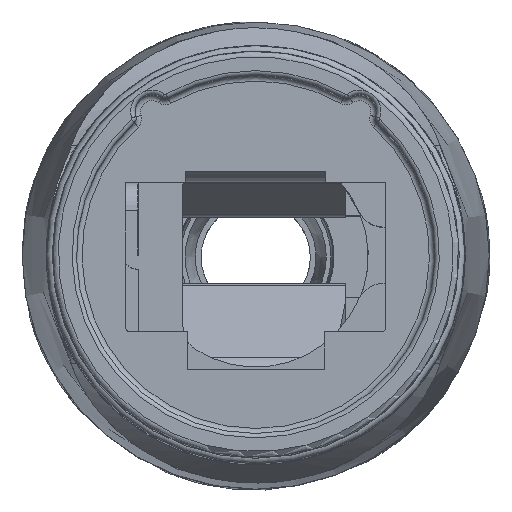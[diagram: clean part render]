
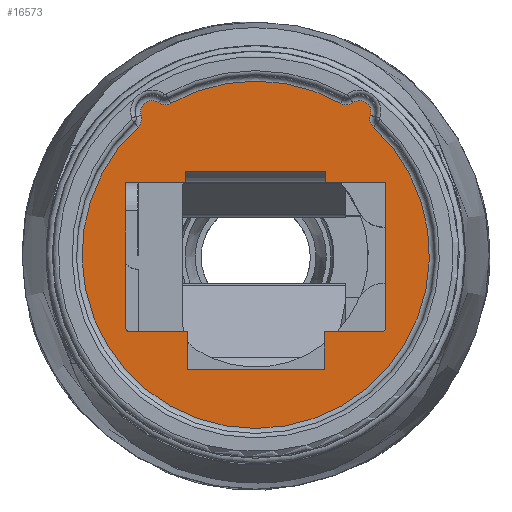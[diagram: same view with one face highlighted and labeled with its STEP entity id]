
A CAD part, top view. The second image highlights one B-rep face of the part: STEP entity #16573.
In plain terms, the highlighted planar face has unit normal (0, 0, 1).
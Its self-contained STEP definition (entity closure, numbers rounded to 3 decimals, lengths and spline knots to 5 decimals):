
#1932=LINE('',#47899,#2862);
#2175=LINE('',#75507,#3105);
#2176=LINE('',#75509,#3106);
#2177=LINE('',#75511,#3107);
#2178=LINE('',#75513,#3108);
#2179=LINE('',#75515,#3109);
#2180=LINE('',#75517,#3110);
#2181=LINE('',#75521,#3111);
#2182=LINE('',#75523,#3112);
#2183=LINE('',#75525,#3113);
#2184=LINE('',#75527,#3114);
#2185=LINE('',#75529,#3115);
#2862=VECTOR('',#20154,0.3937);
#3105=VECTOR('',#20893,0.3937);
#3106=VECTOR('',#20894,0.3937);
#3107=VECTOR('',#20895,0.3937);
#3108=VECTOR('',#20896,0.3937);
#3109=VECTOR('',#20897,0.3937);
#3110=VECTOR('',#20898,0.3937);
#3111=VECTOR('',#20901,0.3937);
#3112=VECTOR('',#20902,0.3937);
#3113=VECTOR('',#20903,0.3937);
#3114=VECTOR('',#20904,0.3937);
#3115=VECTOR('',#20905,0.3937);
#3398=FACE_BOUND('',#5146,.T.);
#4154=FACE_OUTER_BOUND('',#5145,.T.);
#5145=EDGE_LOOP('',(#13751,#13752,#13753,#13754,#13755,#13756,#13757,#13758));
#5146=EDGE_LOOP('',(#13759,#13760,#13761,#13762,#13763,#13764,#13765,#13766,
#13767,#13768,#13769,#13770,#13771,#13772));
#5878=CIRCLE('',#17777,0.01984);
#5880=CIRCLE('',#17780,0.02033);
#5883=CIRCLE('',#17784,0.01984);
#5886=CIRCLE('',#17788,0.31016);
#5889=CIRCLE('',#17792,0.01984);
#5892=CIRCLE('',#17796,0.02033);
#5895=CIRCLE('',#17800,0.01984);
#5897=CIRCLE('',#17803,0.31016);
#5903=CIRCLE('',#17814,0.00787);
#5904=CIRCLE('',#17815,0.00787);
#6871=VERTEX_POINT('',#47896);
#6872=VERTEX_POINT('',#47898);
#7251=VERTEX_POINT('',#75440);
#7254=VERTEX_POINT('',#75445);
#7256=VERTEX_POINT('',#75450);
#7258=VERTEX_POINT('',#75456);
#7260=VERTEX_POINT('',#75462);
#7262=VERTEX_POINT('',#75468);
#7264=VERTEX_POINT('',#75474);
#7266=VERTEX_POINT('',#75480);
#7272=VERTEX_POINT('',#75506);
#7273=VERTEX_POINT('',#75508);
#7274=VERTEX_POINT('',#75510);
#7275=VERTEX_POINT('',#75512);
#7276=VERTEX_POINT('',#75514);
#7277=VERTEX_POINT('',#75516);
#7278=VERTEX_POINT('',#75518);
#7279=VERTEX_POINT('',#75520);
#7280=VERTEX_POINT('',#75522);
#7281=VERTEX_POINT('',#75524);
#7282=VERTEX_POINT('',#75526);
#7283=VERTEX_POINT('',#75528);
#8899=EDGE_CURVE('',#6871,#6872,#1932,.T.);
#9467=EDGE_CURVE('',#7254,#7251,#5878,.T.);
#9469=EDGE_CURVE('',#7256,#7254,#5880,.T.);
#9472=EDGE_CURVE('',#7258,#7256,#5883,.T.);
#9475=EDGE_CURVE('',#7260,#7258,#5886,.T.);
#9478=EDGE_CURVE('',#7262,#7260,#5889,.T.);
#9481=EDGE_CURVE('',#7264,#7262,#5892,.T.);
#9484=EDGE_CURVE('',#7266,#7264,#5895,.T.);
#9486=EDGE_CURVE('',#7251,#7266,#5897,.T.);
#9497=EDGE_CURVE('',#7272,#6871,#2175,.T.);
#9498=EDGE_CURVE('',#7273,#7272,#2176,.T.);
#9499=EDGE_CURVE('',#7274,#7273,#2177,.T.);
#9500=EDGE_CURVE('',#7275,#7274,#2178,.T.);
#9501=EDGE_CURVE('',#7276,#7275,#2179,.T.);
#9502=EDGE_CURVE('',#7277,#7276,#2180,.T.);
#9503=EDGE_CURVE('',#7278,#7277,#5903,.T.);
#9504=EDGE_CURVE('',#7279,#7278,#2181,.T.);
#9505=EDGE_CURVE('',#7280,#7279,#2182,.T.);
#9506=EDGE_CURVE('',#7281,#7280,#2183,.T.);
#9507=EDGE_CURVE('',#7282,#7281,#2184,.T.);
#9508=EDGE_CURVE('',#7283,#7282,#2185,.T.);
#9509=EDGE_CURVE('',#6872,#7283,#5904,.T.);
#13751=ORIENTED_EDGE('',*,*,#9467,.F.);
#13752=ORIENTED_EDGE('',*,*,#9469,.F.);
#13753=ORIENTED_EDGE('',*,*,#9472,.F.);
#13754=ORIENTED_EDGE('',*,*,#9475,.F.);
#13755=ORIENTED_EDGE('',*,*,#9478,.F.);
#13756=ORIENTED_EDGE('',*,*,#9481,.F.);
#13757=ORIENTED_EDGE('',*,*,#9484,.F.);
#13758=ORIENTED_EDGE('',*,*,#9486,.F.);
#13759=ORIENTED_EDGE('',*,*,#9497,.F.);
#13760=ORIENTED_EDGE('',*,*,#9498,.F.);
#13761=ORIENTED_EDGE('',*,*,#9499,.F.);
#13762=ORIENTED_EDGE('',*,*,#9500,.F.);
#13763=ORIENTED_EDGE('',*,*,#9501,.F.);
#13764=ORIENTED_EDGE('',*,*,#9502,.F.);
#13765=ORIENTED_EDGE('',*,*,#9503,.F.);
#13766=ORIENTED_EDGE('',*,*,#9504,.F.);
#13767=ORIENTED_EDGE('',*,*,#9505,.F.);
#13768=ORIENTED_EDGE('',*,*,#9506,.F.);
#13769=ORIENTED_EDGE('',*,*,#9507,.F.);
#13770=ORIENTED_EDGE('',*,*,#9508,.F.);
#13771=ORIENTED_EDGE('',*,*,#9509,.F.);
#13772=ORIENTED_EDGE('',*,*,#8899,.F.);
#14861=PLANE('',#17813);
#16573=ADVANCED_FACE('',(#4154,#3398),#14861,.T.);
#17777=AXIS2_PLACEMENT_3D('',#75447,#20814,#20815);
#17780=AXIS2_PLACEMENT_3D('',#75452,#20820,#20821);
#17784=AXIS2_PLACEMENT_3D('',#75458,#20828,#20829);
#17788=AXIS2_PLACEMENT_3D('',#75464,#20836,#20837);
#17792=AXIS2_PLACEMENT_3D('',#75470,#20844,#20845);
#17796=AXIS2_PLACEMENT_3D('',#75476,#20852,#20853);
#17800=AXIS2_PLACEMENT_3D('',#75482,#20860,#20861);
#17803=AXIS2_PLACEMENT_3D('',#75485,#20866,#20867);
#17813=AXIS2_PLACEMENT_3D('',#75505,#20891,#20892);
#17814=AXIS2_PLACEMENT_3D('',#75519,#20899,#20900);
#17815=AXIS2_PLACEMENT_3D('',#75530,#20906,#20907);
#20154=DIRECTION('',(0.,-1.,0.));
#20814=DIRECTION('center_axis',(0.,0.,
1.));
#20815=DIRECTION('ref_axis',(-0.967,-0.254,0.));
#20820=DIRECTION('center_axis',(0.,0.,
-1.));
#20821=DIRECTION('ref_axis',(0.588,0.809,0.));
#20828=DIRECTION('center_axis',(0.,0.,
1.));
#20829=DIRECTION('ref_axis',(0.057,-0.998,0.));
#20836=DIRECTION('center_axis',(0.,0.,
-1.));
#20837=DIRECTION('ref_axis',(0.,1.,0.));
#20844=DIRECTION('center_axis',(0.,0.,
1.));
#20845=DIRECTION('ref_axis',(-0.057,-0.998,0.));
#20852=DIRECTION('center_axis',(0.,0.,
-1.));
#20853=DIRECTION('ref_axis',(-0.588,0.809,0.));
#20860=DIRECTION('center_axis',(0.,0.,
1.));
#20861=DIRECTION('ref_axis',(0.967,-0.254,0.));
#20866=DIRECTION('center_axis',(0.,0.,
-1.));
#20867=DIRECTION('ref_axis',(0.,-1.,0.));
#20891=DIRECTION('center_axis',(0.,0.,
1.));
#20892=DIRECTION('ref_axis',(1.,0.,0.));
#20893=DIRECTION('',(-1.,0.,0.));
#20894=DIRECTION('',(0.,-1.,0.));
#20895=DIRECTION('',(-1.,0.,0.));
#20896=DIRECTION('',(0.,1.,0.));
#20897=DIRECTION('',(-1.,0.,0.));
#20898=DIRECTION('',(0.,1.,0.));
#20899=DIRECTION('center_axis',(0.,0.,
1.));
#20900=DIRECTION('ref_axis',(0.707,-0.707,0.));
#20901=DIRECTION('',(1.,0.,0.));
#20902=DIRECTION('',(0.,1.,0.));
#20903=DIRECTION('',(1.,0.,0.));
#20904=DIRECTION('',(0.,-1.,0.));
#20905=DIRECTION('',(1.,0.,0.));
#20906=DIRECTION('center_axis',(0.,0.,
1.));
#20907=DIRECTION('ref_axis',(-0.707,-0.707,0.));
#47896=CARTESIAN_POINT('',(-0.2325,0.1285,1.1035));
#47898=CARTESIAN_POINT('',(-0.2325,-0.12963,1.1035));
#47899=CARTESIAN_POINT('',(-0.2325,0.07924,1.1035));
#75440=CARTESIAN_POINT('',(0.21012,0.22813,1.1035));
#75445=CARTESIAN_POINT('',(0.20469,0.24884,1.1035));
#75447=CARTESIAN_POINT('Origin',(0.22357,0.24273,1.1035));
#75450=CARTESIAN_POINT('',(0.17341,0.27157,1.1035));
#75452=CARTESIAN_POINT('Origin',(0.18534,0.2551,1.1035));
#75456=CARTESIAN_POINT('',(0.15204,0.27034,1.1035));
#75458=CARTESIAN_POINT('Origin',(0.16176,0.28763,1.1035));
#75462=CARTESIAN_POINT('',(-0.15204,0.27034,1.1035));
#75464=CARTESIAN_POINT('Origin',(0.,0.,
1.1035));
#75468=CARTESIAN_POINT('',(-0.17341,0.27157,1.1035));
#75470=CARTESIAN_POINT('Origin',(-0.16176,0.28763,1.1035));
#75474=CARTESIAN_POINT('',(-0.20469,0.24884,1.1035));
#75476=CARTESIAN_POINT('Origin',(-0.18534,0.2551,1.1035));
#75480=CARTESIAN_POINT('',(-0.21012,0.22813,1.1035));
#75482=CARTESIAN_POINT('Origin',(-0.22357,0.24273,1.1035));
#75485=CARTESIAN_POINT('Origin',(0.,0.,
1.1035));
#75505=CARTESIAN_POINT('Origin',(0.,0.02998,
1.1035));
#75506=CARTESIAN_POINT('',(-0.125,0.1285,1.1035));
#75507=CARTESIAN_POINT('',(-0.0625,0.1285,1.1035));
#75508=CARTESIAN_POINT('',(-0.125,0.1485,1.1035));
#75509=CARTESIAN_POINT('',(-0.125,0.08924,1.1035));
#75510=CARTESIAN_POINT('',(0.125,0.1485,1.1035));
#75511=CARTESIAN_POINT('',(0.0625,0.1485,1.1035));
#75512=CARTESIAN_POINT('',(0.125,0.1285,1.1035));
#75513=CARTESIAN_POINT('',(0.125,0.07924,1.1035));
#75514=CARTESIAN_POINT('',(0.2325,0.1285,1.1035));
#75515=CARTESIAN_POINT('',(0.11625,0.1285,1.1035));
#75516=CARTESIAN_POINT('',(0.2325,-0.12963,1.1035));
#75517=CARTESIAN_POINT('',(0.2325,-0.05376,1.1035));
#75518=CARTESIAN_POINT('',(0.22463,-0.1375,1.1035));
#75519=CARTESIAN_POINT('Origin',(0.22463,-0.12963,1.1035));
#75520=CARTESIAN_POINT('',(0.1225,-0.1375,1.1035));
#75521=CARTESIAN_POINT('',(0.06125,-0.1375,1.1035));
#75522=CARTESIAN_POINT('',(0.1225,-0.2045,1.1035));
#75523=CARTESIAN_POINT('',(0.1225,-0.08726,1.1035));
#75524=CARTESIAN_POINT('',(-0.1225,-0.2045,1.1035));
#75525=CARTESIAN_POINT('',(-0.06125,-0.2045,1.1035));
#75526=CARTESIAN_POINT('',(-0.1225,-0.1375,1.1035));
#75527=CARTESIAN_POINT('',(-0.1225,-0.05376,1.1035));
#75528=CARTESIAN_POINT('',(-0.22463,-0.1375,1.1035));
#75529=CARTESIAN_POINT('',(-0.11625,-0.1375,1.1035));
#75530=CARTESIAN_POINT('Origin',(-0.22463,-0.12963,
1.1035));
